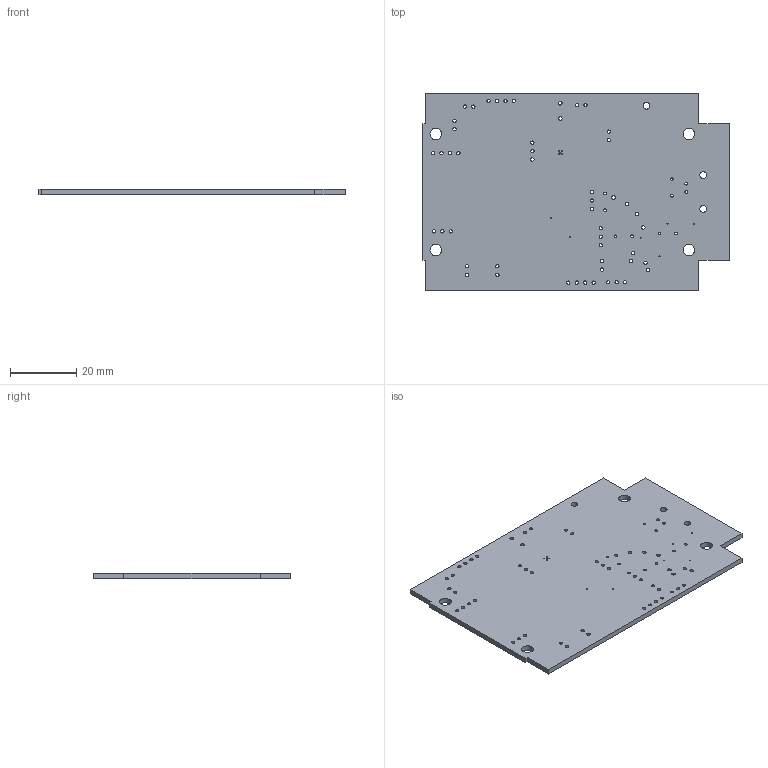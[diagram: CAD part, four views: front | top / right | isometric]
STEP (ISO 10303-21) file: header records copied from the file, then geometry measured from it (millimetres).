
FILE_DESCRIPTION(('KiCad electronic assembly'),'2;1');
FILE_NAME('SignalSlinger.step','2023-09-28T19:43:40',('Pcbnew'),('Kicad' ),'Open CASCADE STEP processor 7.6','KiCad to STEP converter', 'Unknown');
FILE_SCHEMA(('AUTOMOTIVE_DESIGN { 1 0 10303 214 1 1 1 1 }'));
Length unit declared in the file: millimetre
Products named in the file (2): SignalSlinger 1; SignalSlinger PCB
Assembly tree (1 placements, depth 2):
  SignalSlinger 1
    SignalSlinger PCB
Bounding box: 92.11 x 59.05 x 1.6 mm (x, y, z)
Volume: 8266.3 mm3; surface area: 11233.9 mm2
Topology: 1 solids, 1 shells, 93 faces, 273 edges, 182 vertices
Faces by surface type: cylinder 79, plane 14
Full cylindrical faces by diameter (mm): 0.3 x5, 0.331 x6, 0.8 x8, 0.89 x2, 1 x38, 1.001 x3, 1.016 x8, 1.1 x2, 2 x1, 2.01 x2, 3.5 x4
Entity records: 7097 total; most frequent: DIRECTION 1167, CARTESIAN_POINT 1096, ORIENTED_EDGE 546, PCURVE 546, DEFINITIONAL_REPRESENTATION 546, LINE 503, VECTOR 503, CIRCLE 316
